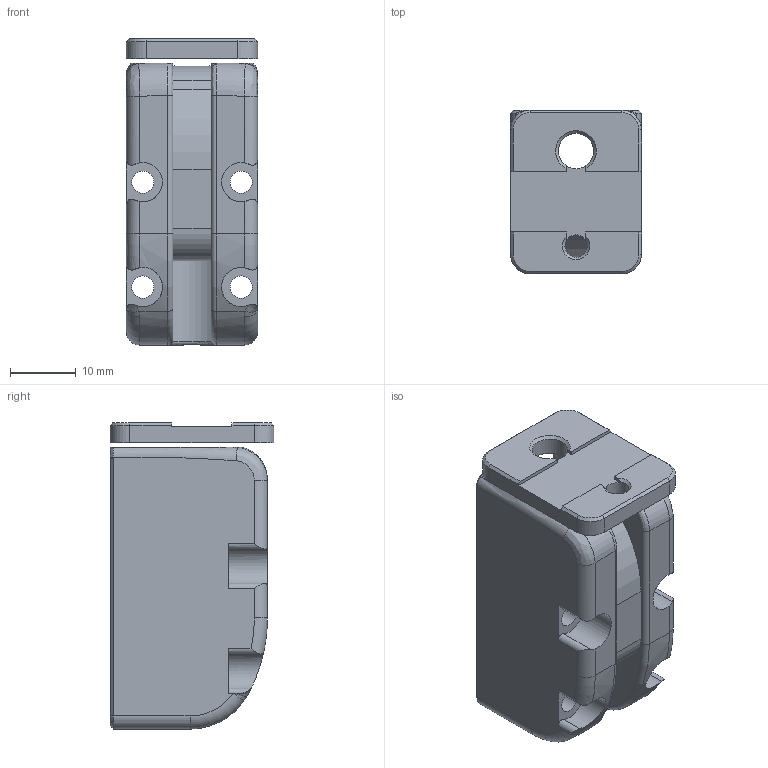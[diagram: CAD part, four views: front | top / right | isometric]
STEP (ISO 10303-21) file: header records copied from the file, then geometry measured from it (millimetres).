
FILE_DESCRIPTION(/* description */ (''),/* implementation_level */ '2;1');
FILE_NAME(/* name */ 'wp_GE5C - M5x20 mod v10.step',/* time_stamp */ '2022-03-28T09:34:18-04:00',/* author */ (''),/* organization */ (''),/* preprocessor_version */ 'ST-DEVELOPER v18.1',/* originating_system */ 'Autodesk Translation Framework v10.13.0.1454',/* authorisation */ '');
FILE_SCHEMA (('AUTOMOTIVE_DESIGN { 1 0 10303 214 3 1 1 }'));
Length unit declared in the file: millimetre
Products named in the file (4): wp_GE5C - M5x20 mod; GE5C_block_mod; GE5C Z carrier; Z Belt Clamp Lower (2)
Assembly tree (3 placements, depth 3):
  wp_GE5C - M5x20 mod
    GE5C_block_mod
      GE5C Z carrier
      Z Belt Clamp Lower (2)
Bounding box: 20 x 25 x 46.7 mm (x, y, z)
Volume: 13905.3 mm3; surface area: 7981.1 mm2
Topology: 2 solids, 2 shells, 199 faces, 535 edges, 336 vertices
Faces by surface type: plane 64, cylinder 50, bspline 40, cone 22, torus 19, sphere 4
Full cylindrical faces by diameter (mm): 3.4 x5, 5.4 x1
Entity records: 7908 total; most frequent: CARTESIAN_POINT 3008, ORIENTED_EDGE 1070, DIRECTION 910, EDGE_CURVE 535, VERTEX_POINT 336, AXIS2_PLACEMENT_3D 331, LINE 248, VECTOR 248
